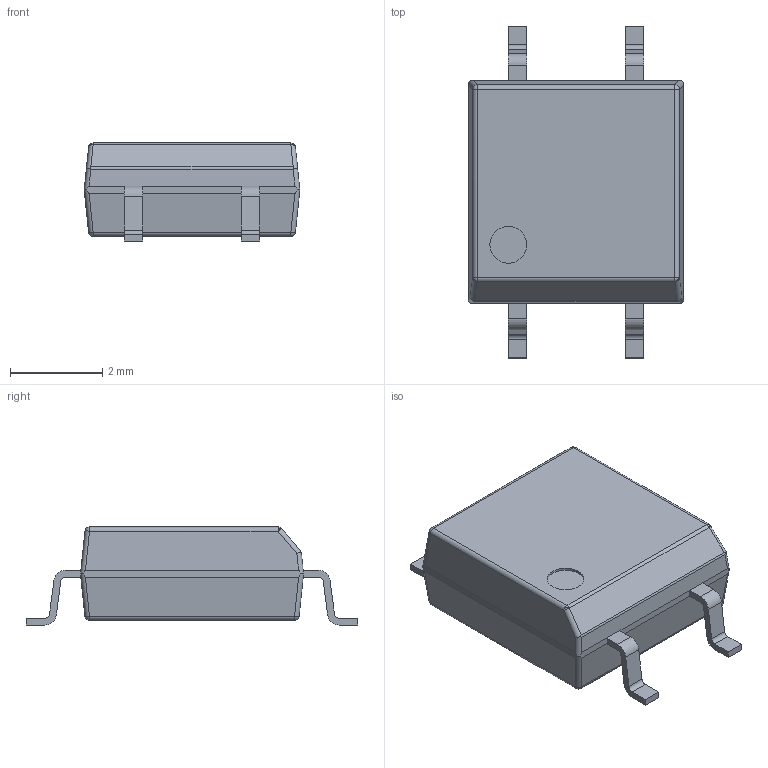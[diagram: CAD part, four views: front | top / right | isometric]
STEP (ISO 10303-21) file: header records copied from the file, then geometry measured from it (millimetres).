
FILE_DESCRIPTION(('STEP AP214'), '1');
FILE_NAME('SFH690', '2020-05-06T07:06:21', ('AF'), (''), 'UNSPECIFIED', 'UNSPECIFIED', '');
FILE_SCHEMA(('AUTOMOTIVE_DESIGN { 1 0 10303 214 3 1 1}'));
Length unit declared in the file: millimetre
Bounding box: 4.67 x 7.21 x 2.13 mm (x, y, z)
Volume: 44 mm3; surface area: 87.2 mm2
Topology: 5 solids, 5 shells, 102 faces, 273 edges, 176 vertices
Faces by surface type: plane 56, cylinder 36, bspline 8, sphere 2
Full cylindrical faces by diameter (mm): 0.8 x1
Entity records: 4061 total; most frequent: CARTESIAN_POINT 751, ORIENTED_EDGE 492, DIRECTION 484, EDGE_CURVE 246, LINE 174, VECTOR 174, VERTEX_POINT 156, AXIS2_PLACEMENT_3D 155
